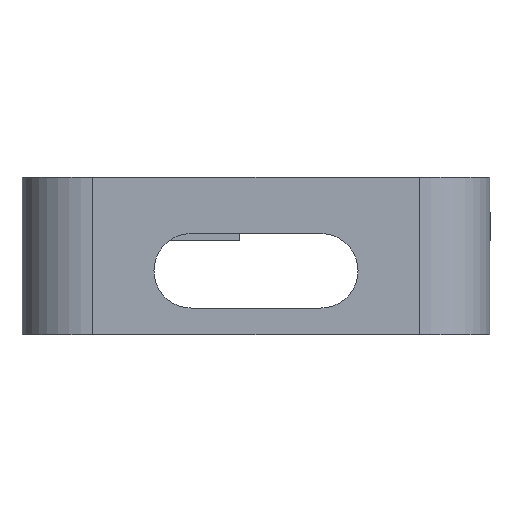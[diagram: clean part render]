
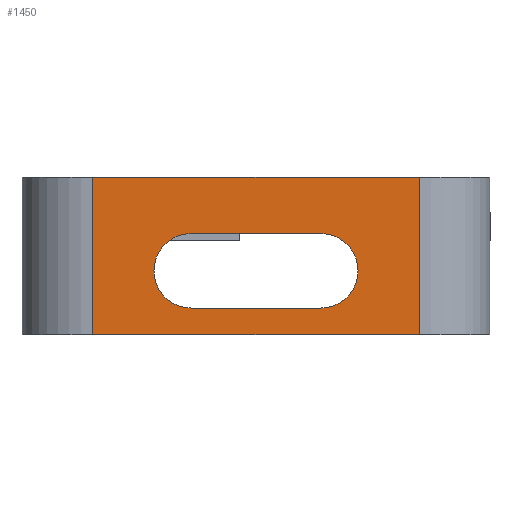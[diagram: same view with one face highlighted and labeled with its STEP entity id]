
A CAD part, left-side view. The second image highlights one B-rep face of the part: STEP entity #1450.
In plain terms, the highlighted planar face has unit normal (-1, 0, 0).
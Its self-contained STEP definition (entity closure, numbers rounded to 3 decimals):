
#20 = ORIENTED_EDGE ( 'NONE', *, *, #1455, .T. ) ;
#26 = VERTEX_POINT ( 'NONE', #1391 ) ;
#73 = DIRECTION ( 'NONE',  ( -1., 0., 0. ) ) ;
#177 = LINE ( 'NONE', #796, #1105 ) ;
#182 = EDGE_CURVE ( 'NONE', #545, #26, #1063, .T. ) ;
#317 = VECTOR ( 'NONE', #1193, 1000. ) ;
#393 = LINE ( 'NONE', #1733, #317 ) ;
#402 = CARTESIAN_POINT ( 'NONE',  ( 1.569, 30.882, 7.7 ) ) ;
#483 = DIRECTION ( 'NONE',  ( 0., -1., 0. ) ) ;
#491 = VERTEX_POINT ( 'NONE', #1248 ) ;
#504 = CARTESIAN_POINT ( 'NONE',  ( 1.569, 30.882, 7.7 ) ) ;
#529 = AXIS2_PLACEMENT_3D ( 'NONE', #1833, #73, #647 ) ;
#545 = VERTEX_POINT ( 'NONE', #1906 ) ;
#596 = DIRECTION ( 'NONE',  ( 0., -1., 0. ) ) ;
#647 = DIRECTION ( 'NONE',  ( 0., -1., 0. ) ) ;
#685 = VECTOR ( 'NONE', #2415, 1000. ) ;
#689 = ORIENTED_EDGE ( 'NONE', *, *, #182, .T. ) ;
#796 = CARTESIAN_POINT ( 'NONE',  ( 1.569, 35.693, 1.3 ) ) ;
#891 = LINE ( 'NONE', #2068, #2320 ) ;
#969 = ORIENTED_EDGE ( 'NONE', *, *, #1591, .F. ) ;
#974 = VERTEX_POINT ( 'NONE', #1882 ) ;
#994 = CARTESIAN_POINT ( 'NONE',  ( 1.569, 42.043, 1.3 ) ) ;
#1063 = LINE ( 'NONE', #1400, #685 ) ;
#1105 = VECTOR ( 'NONE', #1388, 1000. ) ;
#1175 = EDGE_CURVE ( 'NONE', #974, #491, #393, .T. ) ;
#1193 = DIRECTION ( 'NONE',  ( 0., 1., 0. ) ) ;
#1213 = CARTESIAN_POINT ( 'NONE',  ( 1.569, 35.693, 3.125 ) ) ;
#1230 = CARTESIAN_POINT ( 'NONE',  ( 1.569, 35.693, 1.3 ) ) ;
#1248 = CARTESIAN_POINT ( 'NONE',  ( 1.569, 42.043, 4.95 ) ) ;
#1255 = EDGE_CURVE ( 'NONE', #1272, #974, #2115, .T. ) ;
#1265 = VECTOR ( 'NONE', #1304, 1000. ) ;
#1272 = VERTEX_POINT ( 'NONE', #1230 ) ;
#1284 = EDGE_LOOP ( 'NONE', ( #1760, #2017, #969, #2453 ) ) ;
#1304 = DIRECTION ( 'NONE',  ( 0., 0., -1. ) ) ;
#1316 = DIRECTION ( 'NONE',  ( 0., -1., 0. ) ) ;
#1326 = CARTESIAN_POINT ( 'NONE',  ( 1.569, 30.882, 7.7 ) ) ;
#1388 = DIRECTION ( 'NONE',  ( 0., -1., 0. ) ) ;
#1391 = CARTESIAN_POINT ( 'NONE',  ( 1.569, 46.854, 0. ) ) ;
#1400 = CARTESIAN_POINT ( 'NONE',  ( 1.569, 46.854, 7.7 ) ) ;
#1423 = AXIS2_PLACEMENT_3D ( 'NONE', #1861, #2456, #2105 ) ;
#1450 = ADVANCED_FACE ( 'NONE', ( #1672, #2057 ), #1877, .F. ) ;
#1455 = EDGE_CURVE ( 'NONE', #26, #1945, #891, .T. ) ;
#1480 = EDGE_CURVE ( 'NONE', #1899, #1945, #2497, .T. ) ;
#1496 = EDGE_CURVE ( 'NONE', #545, #1899, #2319, .T. ) ;
#1502 = AXIS2_PLACEMENT_3D ( 'NONE', #1213, #2220, #483 ) ;
#1515 = VERTEX_POINT ( 'NONE', #994 ) ;
#1591 = EDGE_CURVE ( 'NONE', #1515, #1272, #177, .T. ) ;
#1627 = CIRCLE ( 'NONE', #529, 1.825 ) ;
#1672 = FACE_BOUND ( 'NONE', #1284, .T. ) ;
#1733 = CARTESIAN_POINT ( 'NONE',  ( 1.569, 35.693, 4.95 ) ) ;
#1751 = EDGE_CURVE ( 'NONE', #491, #1515, #1627, .T. ) ;
#1760 = ORIENTED_EDGE ( 'NONE', *, *, #1175, .F. ) ;
#1833 = CARTESIAN_POINT ( 'NONE',  ( 1.569, 42.043, 3.125 ) ) ;
#1861 = CARTESIAN_POINT ( 'NONE',  ( 1.569, 30.882, 7.7 ) ) ;
#1877 = PLANE ( 'NONE',  #1423 ) ;
#1881 = ORIENTED_EDGE ( 'NONE', *, *, #1480, .F. ) ;
#1882 = CARTESIAN_POINT ( 'NONE',  ( 1.569, 35.693, 4.95 ) ) ;
#1899 = VERTEX_POINT ( 'NONE', #504 ) ;
#1906 = CARTESIAN_POINT ( 'NONE',  ( 1.569, 46.854, 7.7 ) ) ;
#1945 = VERTEX_POINT ( 'NONE', #2114 ) ;
#2017 = ORIENTED_EDGE ( 'NONE', *, *, #1255, .F. ) ;
#2057 = FACE_OUTER_BOUND ( 'NONE', #2340, .T. ) ;
#2068 = CARTESIAN_POINT ( 'NONE',  ( 1.569, 30.882, 0. ) ) ;
#2105 = DIRECTION ( 'NONE',  ( 0., 1., 0. ) ) ;
#2114 = CARTESIAN_POINT ( 'NONE',  ( 1.569, 30.882, 0. ) ) ;
#2115 = CIRCLE ( 'NONE', #1502, 1.825 ) ;
#2220 = DIRECTION ( 'NONE',  ( -1., 0., 0. ) ) ;
#2319 = LINE ( 'NONE', #402, #2404 ) ;
#2320 = VECTOR ( 'NONE', #1316, 1000. ) ;
#2336 = ORIENTED_EDGE ( 'NONE', *, *, #1496, .F. ) ;
#2340 = EDGE_LOOP ( 'NONE', ( #689, #20, #1881, #2336 ) ) ;
#2404 = VECTOR ( 'NONE', #596, 1000. ) ;
#2415 = DIRECTION ( 'NONE',  ( 0., 0., -1. ) ) ;
#2453 = ORIENTED_EDGE ( 'NONE', *, *, #1751, .F. ) ;
#2456 = DIRECTION ( 'NONE',  ( 1., 0., 0. ) ) ;
#2497 = LINE ( 'NONE', #1326, #1265 ) ;
